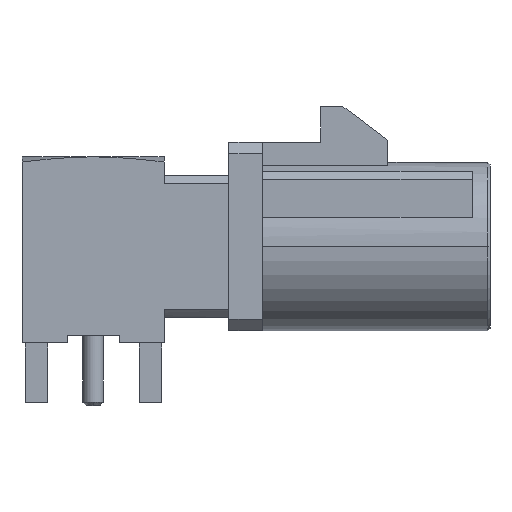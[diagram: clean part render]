
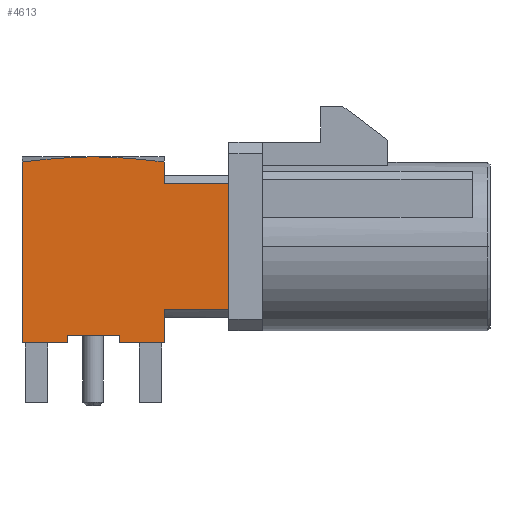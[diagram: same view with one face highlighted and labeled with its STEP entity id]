
A CAD part, left-side view. The second image highlights one B-rep face of the part: STEP entity #4613.
In plain terms, the highlighted planar face has unit normal (-1, 0, 0).
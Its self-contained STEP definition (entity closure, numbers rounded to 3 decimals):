
#1386=DIRECTION('',(0.,0.,-1.));
#1387=VECTOR('',#1386,0.943);
#1388=CARTESIAN_POINT('',(-3.175,15.36,3.768));
#1389=LINE('',#1388,#1387);
#1400=CARTESIAN_POINT('',(-3.175,18.535,4.));
#1401=CARTESIAN_POINT('',(-3.175,18.374,4.));
#1402=CARTESIAN_POINT('',(-3.175,18.047,3.996));
#1403=CARTESIAN_POINT('',(-3.175,17.541,3.975));
#1404=CARTESIAN_POINT('',(-3.175,17.019,3.941));
#1405=CARTESIAN_POINT('',(-3.175,16.482,3.895));
#1406=CARTESIAN_POINT('',(-3.175,15.93,3.837));
#1407=CARTESIAN_POINT('',(-3.175,15.552,3.792));
#1408=CARTESIAN_POINT('',(-3.175,15.36,3.768));
#1410=DIRECTION('',(0.,0.,1.));
#1411=VECTOR('',#1410,5.65);
#1412=CARTESIAN_POINT('',(-3.175,12.485,-2.825));
#1413=LINE('',#1412,#1411);
#1414=DIRECTION('',(0.,-1.,0.));
#1415=VECTOR('',#1414,2.277);
#1416=CARTESIAN_POINT('',(-3.175,19.661,-3.95));
#1417=LINE('',#1416,#1415);
#1418=DIRECTION('',(0.,0.,-1.));
#1419=VECTOR('',#1418,8.068);
#1420=CARTESIAN_POINT('',(-3.175,21.71,3.768));
#1421=LINE('',#1420,#1419);
#1422=DIRECTION('',(0.,-1.,0.));
#1423=VECTOR('',#1422,2.875);
#1424=CARTESIAN_POINT('',(-3.175,15.36,2.825));
#1425=LINE('',#1424,#1423);
#1442=DIRECTION('',(0.,1.,0.));
#1443=VECTOR('',#1442,2.875);
#1444=CARTESIAN_POINT('',(-3.175,12.485,-2.825));
#1445=LINE('',#1444,#1443);
#1500=DIRECTION('',(0.,0.,-1.));
#1501=VECTOR('',#1500,1.475);
#1502=CARTESIAN_POINT('',(-3.175,15.36,-2.825));
#1503=LINE('',#1502,#1501);
#1568=CARTESIAN_POINT('',(-3.175,21.71,3.768));
#1569=CARTESIAN_POINT('',(-3.175,21.518,3.792));
#1570=CARTESIAN_POINT('',(-3.175,21.14,3.837));
#1571=CARTESIAN_POINT('',(-3.175,20.589,3.895));
#1572=CARTESIAN_POINT('',(-3.175,20.051,3.941));
#1573=CARTESIAN_POINT('',(-3.175,19.529,3.975));
#1574=CARTESIAN_POINT('',(-3.175,19.023,3.996));
#1575=CARTESIAN_POINT('',(-3.175,18.696,4.));
#1576=CARTESIAN_POINT('',(-3.175,18.535,4.));
#1600=DIRECTION('',(0.,1.,0.));
#1601=VECTOR('',#1600,2.049);
#1602=CARTESIAN_POINT('',(-3.175,19.661,-4.3));
#1603=LINE('',#1602,#1601);
#1612=DIRECTION('',(0.,0.,-1.));
#1613=VECTOR('',#1612,0.35);
#1614=CARTESIAN_POINT('',(-3.175,19.661,-3.95));
#1615=LINE('',#1614,#1613);
#1798=DIRECTION('',(0.,0.,1.));
#1799=VECTOR('',#1798,0.35);
#1800=CARTESIAN_POINT('',(-3.175,17.383,-4.3));
#1801=LINE('',#1800,#1799);
#1810=DIRECTION('',(0.,1.,0.));
#1811=VECTOR('',#1810,2.023);
#1812=CARTESIAN_POINT('',(-3.175,15.36,-4.3));
#1813=LINE('',#1812,#1811);
#2184=CARTESIAN_POINT('',(-3.175,15.36,-4.3));
#2185=VERTEX_POINT('',#2184);
#2186=CARTESIAN_POINT('',(-3.175,15.36,-2.825));
#2187=VERTEX_POINT('',#2186);
#2196=CARTESIAN_POINT('',(-3.175,15.36,2.825));
#2197=VERTEX_POINT('',#2196);
#2198=CARTESIAN_POINT('',(-3.175,15.36,3.768));
#2199=VERTEX_POINT('',#2198);
#2201=VERTEX_POINT('',#1568);
#2202=VERTEX_POINT('',#1576);
#2204=CARTESIAN_POINT('',(-3.175,12.485,2.825));
#2205=VERTEX_POINT('',#2204);
#2206=CARTESIAN_POINT('',(-3.175,12.485,-2.825));
#2207=VERTEX_POINT('',#2206);
#2208=CARTESIAN_POINT('',(-3.175,17.383,-4.3));
#2209=VERTEX_POINT('',#2208);
#2210=CARTESIAN_POINT('',(-3.175,17.383,-3.95));
#2211=VERTEX_POINT('',#2210);
#2212=CARTESIAN_POINT('',(-3.175,19.661,-3.95));
#2213=VERTEX_POINT('',#2212);
#2214=CARTESIAN_POINT('',(-3.175,19.661,-4.3));
#2215=VERTEX_POINT('',#2214);
#2216=CARTESIAN_POINT('',(-3.175,21.71,-4.3));
#2217=VERTEX_POINT('',#2216);
#4583=CARTESIAN_POINT('',(-3.175,21.679,-3.795));
#4584=DIRECTION('',(-1.,0.,0.));
#4585=DIRECTION('',(0.,-1.,0.));
#4586=AXIS2_PLACEMENT_3D('',#4583,#4584,#4585);
#4587=PLANE('',#4586);
#4588=ORIENTED_EDGE('',*,*,#4576,.T.);
#4589=ORIENTED_EDGE('',*,*,#4565,.T.);
#4591=ORIENTED_EDGE('',*,*,#4590,.T.);
#4592=ORIENTED_EDGE('',*,*,#3963,.F.);
#4594=ORIENTED_EDGE('',*,*,#4593,.T.);
#4596=ORIENTED_EDGE('',*,*,#4595,.T.);
#4598=ORIENTED_EDGE('',*,*,#4597,.T.);
#4600=ORIENTED_EDGE('',*,*,#4599,.T.);
#4602=ORIENTED_EDGE('',*,*,#4601,.F.);
#4604=ORIENTED_EDGE('',*,*,#4603,.T.);
#4606=ORIENTED_EDGE('',*,*,#4605,.T.);
#4608=ORIENTED_EDGE('',*,*,#4607,.F.);
#4610=ORIENTED_EDGE('',*,*,#4609,.T.);
#4611=EDGE_LOOP('',(#4588,#4589,#4591,#4592,#4594,#4596,#4598,#4600,#4602,#4604,
#4606,#4608,#4610));
#4612=FACE_OUTER_BOUND('',#4611,.F.);
#4613=ADVANCED_FACE('',(#4612),#4587,.T.);
#1409=B_SPLINE_CURVE_WITH_KNOTS('',3,(#1400,#1401,#1402,#1403,#1404,#1405,#1406,
#1407,#1408),.UNSPECIFIED.,.F.,.F.,(4,1,1,1,1,1,4),(0.,0.167,
0.333,0.5,0.667,0.833,1.),
.UNSPECIFIED.);
#1577=B_SPLINE_CURVE_WITH_KNOTS('',3,(#1568,#1569,#1570,#1571,#1572,#1573,#1574,
#1575,#1576),.UNSPECIFIED.,.F.,.F.,(4,1,1,1,1,1,4),(0.,0.167,
0.333,0.5,0.667,0.833,1.),
.UNSPECIFIED.);
#3963=EDGE_CURVE('',#2207,#2205,#1413,.T.);
#4565=EDGE_CURVE('',#2199,#2197,#1389,.T.);
#4576=EDGE_CURVE('',#2202,#2199,#1409,.T.);
#4590=EDGE_CURVE('',#2197,#2205,#1425,.T.);
#4593=EDGE_CURVE('',#2207,#2187,#1445,.T.);
#4595=EDGE_CURVE('',#2187,#2185,#1503,.T.);
#4597=EDGE_CURVE('',#2185,#2209,#1813,.T.);
#4599=EDGE_CURVE('',#2209,#2211,#1801,.T.);
#4601=EDGE_CURVE('',#2213,#2211,#1417,.T.);
#4603=EDGE_CURVE('',#2213,#2215,#1615,.T.);
#4605=EDGE_CURVE('',#2215,#2217,#1603,.T.);
#4607=EDGE_CURVE('',#2201,#2217,#1421,.T.);
#4609=EDGE_CURVE('',#2201,#2202,#1577,.T.);
